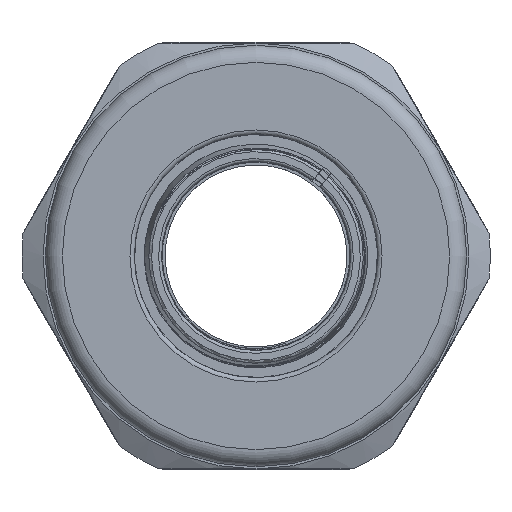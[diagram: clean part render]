
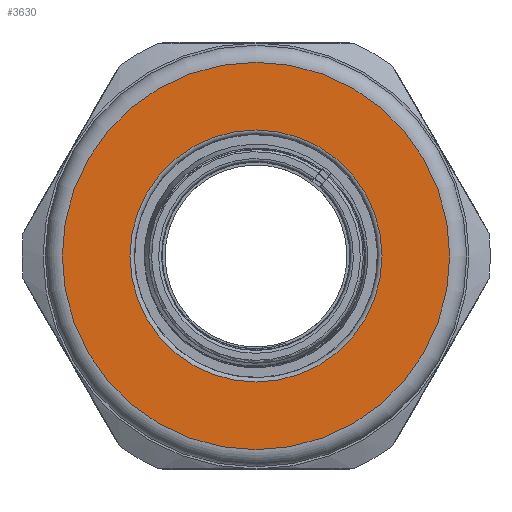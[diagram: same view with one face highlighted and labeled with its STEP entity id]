
A CAD part, left-side view. The second image highlights one B-rep face of the part: STEP entity #3630.
In plain terms, the highlighted planar face has unit normal (-1, 0, 0).
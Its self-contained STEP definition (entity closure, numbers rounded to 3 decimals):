
#684=PLANE('',#4060);
#747=FACE_BOUND('',#1210,.T.);
#923=FACE_OUTER_BOUND('',#1209,.T.);
#1209=EDGE_LOOP('',(#2891));
#1210=EDGE_LOOP('',(#2892));
#1534=CIRCLE('',#4059,8.56);
#1535=CIRCLE('',#4061,13.155);
#1796=VERTEX_POINT('',#8584);
#1797=VERTEX_POINT('',#8587);
#2207=EDGE_CURVE('',#1796,#1796,#1534,.T.);
#2208=EDGE_CURVE('',#1797,#1797,#1535,.T.);
#2891=ORIENTED_EDGE('',*,*,#2208,.F.);
#2892=ORIENTED_EDGE('',*,*,#2207,.T.);
#3630=ADVANCED_FACE('',(#923,#747),#684,.T.);
#4059=AXIS2_PLACEMENT_3D('',#8585,#4733,#4734);
#4060=AXIS2_PLACEMENT_3D('',#8586,#4735,#4736);
#4061=AXIS2_PLACEMENT_3D('',#8588,#4737,#4738);
#4733=DIRECTION('center_axis',(1.,0.,0.));
#4734=DIRECTION('ref_axis',(0.,0.,-1.));
#4735=DIRECTION('center_axis',(-1.,0.,0.));
#4736=DIRECTION('ref_axis',(0.,0.,1.));
#4737=DIRECTION('center_axis',(1.,0.,0.));
#4738=DIRECTION('ref_axis',(0.,0.,-1.));
#8584=CARTESIAN_POINT('',(-13.56,8.56,0.));
#8585=CARTESIAN_POINT('Origin',(-13.56,0.,0.));
#8586=CARTESIAN_POINT('Origin',(-13.56,13.155,0.));
#8587=CARTESIAN_POINT('',(-13.56,13.155,0.));
#8588=CARTESIAN_POINT('Origin',(-13.56,0.,0.));
